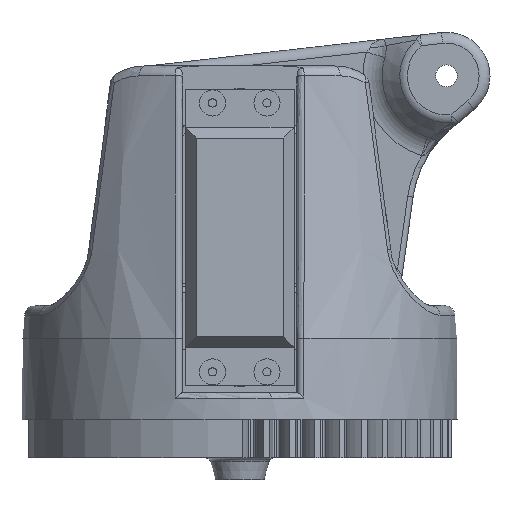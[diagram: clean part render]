
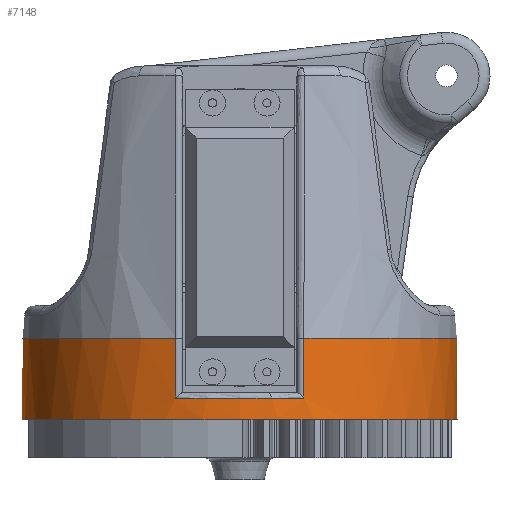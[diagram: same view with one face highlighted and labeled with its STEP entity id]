
A CAD part, left-side view. The second image highlights one B-rep face of the part: STEP entity #7148.
In plain terms, the highlighted cylindrical face has radius 40 mm (diameter 80 mm), a full revolution.
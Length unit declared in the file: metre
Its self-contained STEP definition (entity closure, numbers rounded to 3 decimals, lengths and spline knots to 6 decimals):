
#197=CYLINDRICAL_SURFACE('',#7672,0.04);
#671=LINE('',#10995,#1122);
#672=LINE('',#10996,#1123);
#673=LINE('',#11000,#1124);
#674=LINE('',#11001,#1125);
#1122=VECTOR('',#8631,1.);
#1123=VECTOR('',#8632,1.);
#1124=VECTOR('',#8635,1.);
#1125=VECTOR('',#8636,1.);
#1666=ORIENTED_EDGE('',*,*,#3806,.T.);
#1667=ORIENTED_EDGE('',*,*,#3885,.T.);
#1668=ORIENTED_EDGE('',*,*,#3886,.T.);
#1669=ORIENTED_EDGE('',*,*,#3833,.F.);
#1670=ORIENTED_EDGE('',*,*,#3887,.T.);
#1671=ORIENTED_EDGE('',*,*,#3888,.T.);
#1672=ORIENTED_EDGE('',*,*,#3889,.T.);
#1673=ORIENTED_EDGE('',*,*,#3884,.F.);
#1674=ORIENTED_EDGE('',*,*,#3890,.T.);
#3806=EDGE_CURVE('',#4913,#4913,#5569,.T.);
#3833=EDGE_CURVE('',#4937,#4938,#5578,.T.);
#3884=EDGE_CURVE('',#4988,#4971,#5593,.T.);
#3885=EDGE_CURVE('',#4989,#4990,#5594,.F.);
#3886=EDGE_CURVE('',#4990,#4938,#671,.T.);
#3887=EDGE_CURVE('',#4937,#4991,#672,.F.);
#3888=EDGE_CURVE('',#4991,#4992,#5595,.T.);
#3889=EDGE_CURVE('',#4992,#4971,#673,.T.);
#3890=EDGE_CURVE('',#4988,#4989,#674,.F.);
#4913=VERTEX_POINT('',#10727);
#4937=VERTEX_POINT('',#10783);
#4938=VERTEX_POINT('',#10785);
#4971=VERTEX_POINT('',#10903);
#4988=VERTEX_POINT('',#10989);
#4989=VERTEX_POINT('',#10993);
#4990=VERTEX_POINT('',#10994);
#4991=VERTEX_POINT('',#10997);
#4992=VERTEX_POINT('',#10999);
#5569=CIRCLE('',#7638,0.04);
#5578=CIRCLE('',#7653,0.04);
#5593=CIRCLE('',#7671,0.04);
#5594=CIRCLE('',#7673,0.04);
#5595=CIRCLE('',#7674,0.04);
#6021=EDGE_LOOP('',(#1666));
#6022=EDGE_LOOP('',(#1667,#1668,#1669,#1670,#1671,#1672,#1673,#1674));
#6532=FACE_BOUND('',#6021,.T.);
#6533=FACE_BOUND('',#6022,.T.);
#7148=ADVANCED_FACE('',(#6532,#6533),#197,.T.);
#7638=AXIS2_PLACEMENT_3D('',#10726,#8531,#8532);
#7653=AXIS2_PLACEMENT_3D('',#10784,#8575,#8576);
#7671=AXIS2_PLACEMENT_3D('',#10990,#8625,#8626);
#7672=AXIS2_PLACEMENT_3D('',#10991,#8627,#8628);
#7673=AXIS2_PLACEMENT_3D('',#10992,#8629,#8630);
#7674=AXIS2_PLACEMENT_3D('',#10998,#8633,#8634);
#8531=DIRECTION('',(0.,0.,1.));
#8532=DIRECTION('',(1.,0.,0.));
#8575=DIRECTION('',(0.,0.,1.));
#8576=DIRECTION('',(1.,0.,0.));
#8625=DIRECTION('',(0.,0.,1.));
#8626=DIRECTION('',(1.,0.,0.));
#8627=DIRECTION('',(0.,0.,1.));
#8628=DIRECTION('',(1.,0.,0.));
#8629=DIRECTION('',(0.,0.,1.));
#8630=DIRECTION('',(1.,0.,0.));
#8631=DIRECTION('',(0.,0.,1.));
#8632=DIRECTION('',(0.,0.,1.));
#8633=DIRECTION('',(0.,0.,-1.));
#8634=DIRECTION('',(-1.,0.,0.));
#8635=DIRECTION('',(0.,0.,1.));
#8636=DIRECTION('',(0.,0.,1.));
#10726=CARTESIAN_POINT('',(0.,0.,0.));
#10727=CARTESIAN_POINT('',(0.04,0.,0.));
#10783=CARTESIAN_POINT('',(0.038221,0.011795,0.015));
#10784=CARTESIAN_POINT('',(0.,0.,0.015));
#10785=CARTESIAN_POINT('',(-0.038221,0.011795,0.015));
#10903=CARTESIAN_POINT('',(0.038221,-0.011795,0.015));
#10989=CARTESIAN_POINT('',(-0.038221,-0.011795,0.015));
#10990=CARTESIAN_POINT('',(0.,0.,0.015));
#10991=CARTESIAN_POINT('',(0.,0.,-0.015781));
#10992=CARTESIAN_POINT('',(0.,0.,0.004));
#10993=CARTESIAN_POINT('',(-0.038221,-0.011795,0.004));
#10994=CARTESIAN_POINT('',(-0.038221,0.011795,0.004));
#10995=CARTESIAN_POINT('',(-0.038221,0.011795,-0.015781));
#10996=CARTESIAN_POINT('',(0.038221,0.011795,-0.015781));
#10997=CARTESIAN_POINT('',(0.038221,0.011795,0.004));
#10998=CARTESIAN_POINT('',(0.,0.,0.004));
#10999=CARTESIAN_POINT('',(0.038221,-0.011795,0.004));
#11000=CARTESIAN_POINT('',(0.038221,-0.011795,-0.015781));
#11001=CARTESIAN_POINT('',(-0.038221,-0.011795,-0.015781));
